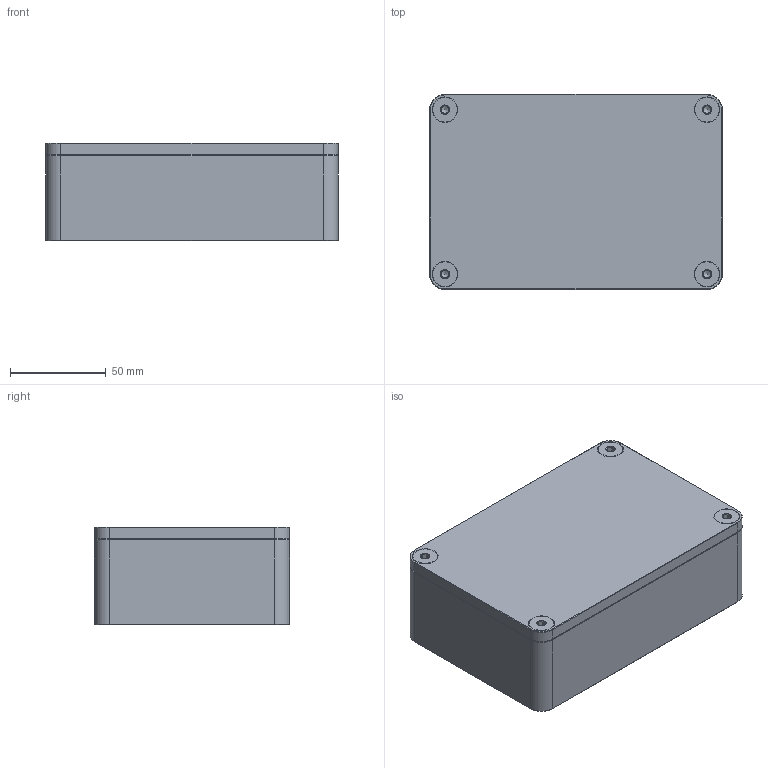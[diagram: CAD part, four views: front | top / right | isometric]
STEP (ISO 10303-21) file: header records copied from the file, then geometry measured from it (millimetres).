
FILE_DESCRIPTION(/* description */ (''),/* implementation_level */ '2;1');
FILE_NAME(/* name */ '1c1d5899-cdef-46e1-9807-49f92a5a282a.stp',/* time_stamp */ '2025-07-08T01:46:00Z',/* author */ (''),/* organization */ (''),/* preprocessor_version */ 'ST-DEVELOPER v20.1',/* originating_system */ 'Autodesk Translation Framework v14.10.0.0',/* authorisation */ '');
FILE_SCHEMA (('AUTOMOTIVE_DESIGN { 1 0 10303 214 3 1 1 }'));
Products named in the file (8): boxLidWThreadedInserts; box; lid; hardware; threadedInserts; 94459A390_Heat-Set Inserts for Plastic; screws; 92210A538_18-8 Stainless Steel Hex Drive Flat Head Screw
Assembly tree (13 placements, depth 4):
  boxLidWThreadedInserts
    box
    lid
    hardware
      threadedInserts
        94459A390_Heat-Set Inserts for Plastic  x4
      screws
        92210A538_18-8 Stainless Steel Hex Drive Flat Head Screw  x4
Bounding box: 152.4 x 101.6 x 50.8 mm (x, y, z)
Volume: 399459 mm3; surface area: 110850.3 mm2
Topology: 10 solids, 10 shells, 1446 faces, 4124 edges, 2716 vertices
Faces by surface type: bspline 816, cylinder 372, plane 126, cone 104, torus 20, sphere 8
Full cylindrical faces by diameter (mm): 4.7 x60, 6.35 x60, 6.756 x4, 7.029 x4, 7.529 x8, 7.925 x4, 8.026 x4
Entity records: 33875 total; most frequent: CARTESIAN_POINT 23360, ORIENTED_EDGE 2564, DIRECTION 1769, EDGE_CURVE 1282, VERTEX_POINT 823, AXIS2_PLACEMENT_3D 736, EDGE_LOOP 497, FACE_OUTER_BOUND 477
